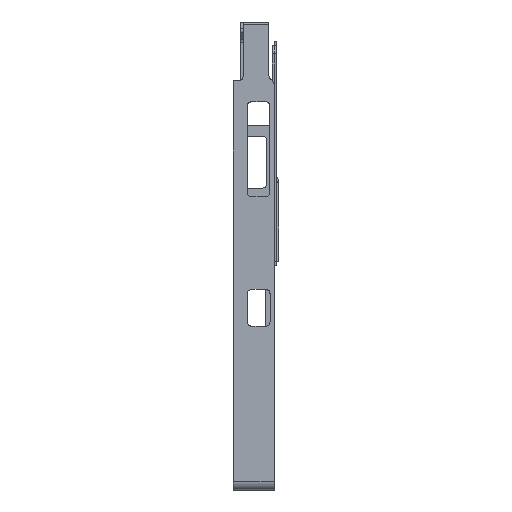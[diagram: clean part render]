
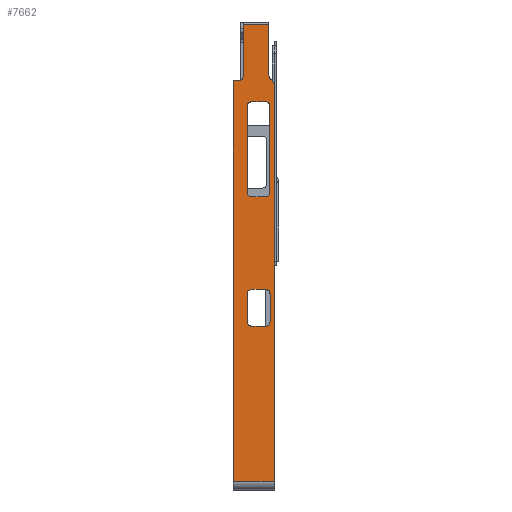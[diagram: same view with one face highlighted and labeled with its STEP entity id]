
A CAD part, left-side view. The second image highlights one B-rep face of the part: STEP entity #7662.
In plain terms, the highlighted planar face has unit normal (-1, 0, 0).
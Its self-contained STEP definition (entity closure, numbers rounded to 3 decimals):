
#151=FACE_BOUND('',#712,.T.);
#152=FACE_BOUND('',#713,.T.);
#292=FACE_OUTER_BOUND('',#711,.T.);
#711=EDGE_LOOP('',(#6127,#6128,#6129,#6130,#6131,#6132,#6133,#6134,#6135,
#6136));
#712=EDGE_LOOP('',(#6137,#6138,#6139,#6140,#6141,#6142,#6143,#6144));
#713=EDGE_LOOP('',(#6145,#6146,#6147,#6148,#6149,#6150,#6151,#6152));
#1035=CIRCLE('',#8131,2.);
#1036=CIRCLE('',#8134,2.);
#1037=CIRCLE('',#8137,2.);
#1038=CIRCLE('',#8140,2.);
#1039=CIRCLE('',#8142,2.);
#1040=CIRCLE('',#8145,2.);
#1047=CIRCLE('',#8156,4.);
#1048=CIRCLE('',#8157,2.);
#1049=CIRCLE('',#8158,2.);
#1050=CIRCLE('',#8159,2.);
#1051=CIRCLE('',#8160,2.);
#1313=LINE('',#10970,#2305);
#1332=LINE('',#11037,#2324);
#1398=LINE('',#11196,#2390);
#1518=LINE('',#11451,#2510);
#1716=LINE('',#11903,#2708);
#1717=LINE('',#11908,#2709);
#1720=LINE('',#11916,#2712);
#1725=LINE('',#11929,#2717);
#1728=LINE('',#11937,#2720);
#1729=LINE('',#11940,#2721);
#1735=LINE('',#11967,#2727);
#1736=LINE('',#11969,#2728);
#1737=LINE('',#11971,#2729);
#1738=LINE('',#11974,#2730);
#1739=LINE('',#11978,#2731);
#2305=VECTOR('',#8898,10.);
#2324=VECTOR('',#8951,10.);
#2390=VECTOR('',#9079,10.);
#2510=VECTOR('',#9221,10.);
#2708=VECTOR('',#9517,10.);
#2709=VECTOR('',#9524,10.);
#2712=VECTOR('',#9533,10.);
#2717=VECTOR('',#9548,10.);
#2720=VECTOR('',#9557,10.);
#2721=VECTOR('',#9560,10.);
#2727=VECTOR('',#9586,10.);
#2728=VECTOR('',#9587,10.);
#2729=VECTOR('',#9588,10.);
#2730=VECTOR('',#9591,10.);
#2731=VECTOR('',#9594,10.);
#3246=VERTEX_POINT('',#10967);
#3247=VERTEX_POINT('',#10969);
#3278=VERTEX_POINT('',#11035);
#3340=VERTEX_POINT('',#11194);
#3463=VERTEX_POINT('',#11448);
#3464=VERTEX_POINT('',#11450);
#3667=VERTEX_POINT('',#11895);
#3668=VERTEX_POINT('',#11897);
#3669=VERTEX_POINT('',#11901);
#3670=VERTEX_POINT('',#11907);
#3671=VERTEX_POINT('',#11911);
#3672=VERTEX_POINT('',#11915);
#3673=VERTEX_POINT('',#11921);
#3674=VERTEX_POINT('',#11923);
#3675=VERTEX_POINT('',#11927);
#3676=VERTEX_POINT('',#11931);
#3677=VERTEX_POINT('',#11935);
#3678=VERTEX_POINT('',#11939);
#3687=VERTEX_POINT('',#11962);
#3688=VERTEX_POINT('',#11964);
#3689=VERTEX_POINT('',#11966);
#3690=VERTEX_POINT('',#11968);
#3691=VERTEX_POINT('',#11970);
#3692=VERTEX_POINT('',#11972);
#3693=VERTEX_POINT('',#11975);
#3694=VERTEX_POINT('',#11977);
#4091=EDGE_CURVE('',#3247,#3246,#1313,.F.);
#4125=EDGE_CURVE('',#3278,#3246,#1332,.T.);
#4204=EDGE_CURVE('',#3340,#3278,#1398,.T.);
#4333=EDGE_CURVE('',#3464,#3463,#1518,.F.);
#4559=EDGE_CURVE('',#3667,#3668,#1035,.T.);
#4562=EDGE_CURVE('',#3667,#3669,#1716,.F.);
#4563=EDGE_CURVE('',#3464,#3669,#1036,.T.);
#4564=EDGE_CURVE('',#3670,#3668,#1717,.T.);
#4566=EDGE_CURVE('',#3670,#3671,#1037,.T.);
#4568=EDGE_CURVE('',#3672,#3671,#1720,.F.);
#4570=EDGE_CURVE('',#3672,#3463,#1038,.T.);
#4572=EDGE_CURVE('',#3673,#3674,#1039,.T.);
#4575=EDGE_CURVE('',#3673,#3675,#1725,.F.);
#4577=EDGE_CURVE('',#3676,#3675,#1040,.T.);
#4579=EDGE_CURVE('',#3676,#3677,#1728,.T.);
#4580=EDGE_CURVE('',#3678,#3674,#1729,.T.);
#4592=EDGE_CURVE('',#3687,#3340,#1047,.F.);
#4593=EDGE_CURVE('',#3688,#3687,#1048,.T.);
#4594=EDGE_CURVE('',#3688,#3689,#1735,.F.);
#4595=EDGE_CURVE('',#3690,#3689,#1736,.T.);
#4596=EDGE_CURVE('',#3690,#3691,#1737,.T.);
#4597=EDGE_CURVE('',#3692,#3691,#1049,.T.);
#4598=EDGE_CURVE('',#3692,#3247,#1738,.T.);
#4599=EDGE_CURVE('',#3693,#3677,#1050,.T.);
#4600=EDGE_CURVE('',#3693,#3694,#1739,.F.);
#4601=EDGE_CURVE('',#3678,#3694,#1051,.T.);
#6127=ORIENTED_EDGE('',*,*,#4125,.F.);
#6128=ORIENTED_EDGE('',*,*,#4204,.F.);
#6129=ORIENTED_EDGE('',*,*,#4592,.F.);
#6130=ORIENTED_EDGE('',*,*,#4593,.F.);
#6131=ORIENTED_EDGE('',*,*,#4594,.T.);
#6132=ORIENTED_EDGE('',*,*,#4595,.F.);
#6133=ORIENTED_EDGE('',*,*,#4596,.T.);
#6134=ORIENTED_EDGE('',*,*,#4597,.F.);
#6135=ORIENTED_EDGE('',*,*,#4598,.T.);
#6136=ORIENTED_EDGE('',*,*,#4091,.T.);
#6137=ORIENTED_EDGE('',*,*,#4333,.T.);
#6138=ORIENTED_EDGE('',*,*,#4570,.F.);
#6139=ORIENTED_EDGE('',*,*,#4568,.T.);
#6140=ORIENTED_EDGE('',*,*,#4566,.F.);
#6141=ORIENTED_EDGE('',*,*,#4564,.T.);
#6142=ORIENTED_EDGE('',*,*,#4559,.F.);
#6143=ORIENTED_EDGE('',*,*,#4562,.T.);
#6144=ORIENTED_EDGE('',*,*,#4563,.F.);
#6145=ORIENTED_EDGE('',*,*,#4580,.T.);
#6146=ORIENTED_EDGE('',*,*,#4572,.F.);
#6147=ORIENTED_EDGE('',*,*,#4575,.T.);
#6148=ORIENTED_EDGE('',*,*,#4577,.F.);
#6149=ORIENTED_EDGE('',*,*,#4579,.T.);
#6150=ORIENTED_EDGE('',*,*,#4599,.F.);
#6151=ORIENTED_EDGE('',*,*,#4600,.T.);
#6152=ORIENTED_EDGE('',*,*,#4601,.F.);
#7341=PLANE('',#8155);
#7662=ADVANCED_FACE('',(#292,#151,#152),#7341,.T.);
#8131=AXIS2_PLACEMENT_3D('',#11898,#9511,#9512);
#8134=AXIS2_PLACEMENT_3D('',#11905,#9520,#9521);
#8137=AXIS2_PLACEMENT_3D('',#11912,#9528,#9529);
#8140=AXIS2_PLACEMENT_3D('',#11919,#9537,#9538);
#8142=AXIS2_PLACEMENT_3D('',#11924,#9542,#9543);
#8145=AXIS2_PLACEMENT_3D('',#11933,#9552,#9553);
#8155=AXIS2_PLACEMENT_3D('',#11961,#9580,#9581);
#8156=AXIS2_PLACEMENT_3D('',#11963,#9582,#9583);
#8157=AXIS2_PLACEMENT_3D('',#11965,#9584,#9585);
#8158=AXIS2_PLACEMENT_3D('',#11973,#9589,#9590);
#8159=AXIS2_PLACEMENT_3D('',#11976,#9592,#9593);
#8160=AXIS2_PLACEMENT_3D('',#11979,#9595,#9596);
#8898=DIRECTION('',(0.,0.,1.));
#8951=DIRECTION('',(0.,1.,0.));
#9079=DIRECTION('',(0.,0.,-1.));
#9221=DIRECTION('',(0.,0.,1.));
#9511=DIRECTION('center_axis',(-1.,0.,0.));
#9512=DIRECTION('ref_axis',(0.,0.707,0.707));
#9517=DIRECTION('',(0.,1.,0.));
#9520=DIRECTION('center_axis',(-1.,0.,0.));
#9521=DIRECTION('ref_axis',(0.,-0.707,0.707));
#9524=DIRECTION('',(0.,0.,1.));
#9528=DIRECTION('center_axis',(-1.,0.,0.));
#9529=DIRECTION('ref_axis',(0.,0.707,-0.707));
#9533=DIRECTION('',(0.,-1.,0.));
#9537=DIRECTION('center_axis',(-1.,0.,0.));
#9538=DIRECTION('ref_axis',(0.,-0.707,-0.707));
#9542=DIRECTION('center_axis',(-1.,0.,0.));
#9543=DIRECTION('ref_axis',(0.,-0.707,0.707));
#9548=DIRECTION('',(0.,0.,1.));
#9552=DIRECTION('center_axis',(-1.,0.,0.));
#9553=DIRECTION('ref_axis',(0.,-0.707,-0.707));
#9557=DIRECTION('',(0.,1.,0.));
#9560=DIRECTION('',(0.,-1.,0.));
#9580=DIRECTION('center_axis',(-1.,0.,0.));
#9581=DIRECTION('ref_axis',(0.,0.,1.));
#9582=DIRECTION('center_axis',(-1.,0.,0.));
#9583=DIRECTION('ref_axis',(0.,1.,0.));
#9584=DIRECTION('center_axis',(-1.,0.,0.));
#9585=DIRECTION('ref_axis',(0.,0.89,-0.455));
#9586=DIRECTION('',(0.,0.,-1.));
#9587=DIRECTION('',(0.,-1.,0.));
#9588=DIRECTION('',(0.,0.,-1.));
#9589=DIRECTION('center_axis',(-1.,0.,0.));
#9590=DIRECTION('ref_axis',(0.,-0.707,-0.707));
#9591=DIRECTION('',(0.,1.,0.));
#9592=DIRECTION('center_axis',(-1.,0.,0.));
#9593=DIRECTION('ref_axis',(0.,0.707,-0.707));
#9594=DIRECTION('',(0.,0.,-1.));
#9595=DIRECTION('center_axis',(-1.,0.,0.));
#9596=DIRECTION('ref_axis',(0.,0.707,0.707));
#10967=CARTESIAN_POINT('',(36.168,16.5,43.409));
#10969=CARTESIAN_POINT('',(36.168,16.5,229.108));
#10970=CARTESIAN_POINT('',(36.168,16.5,42.409));
#11035=CARTESIAN_POINT('',(36.168,-2.5,43.409));
#11037=CARTESIAN_POINT('',(36.168,0.,43.409));
#11194=CARTESIAN_POINT('',(36.168,-2.5,226.706));
#11196=CARTESIAN_POINT('',(36.168,-2.5,144.909));
#11448=CARTESIAN_POINT('',(36.168,-0.5,117.409));
#11450=CARTESIAN_POINT('',(36.168,-0.5,130.409));
#11451=CARTESIAN_POINT('',(36.168,-0.5,88.409));
#11895=CARTESIAN_POINT('',(36.168,7.98,132.409));
#11897=CARTESIAN_POINT('',(36.168,9.98,130.409));
#11898=CARTESIAN_POINT('Origin',(36.168,7.98,130.409));
#11901=CARTESIAN_POINT('',(36.168,1.5,132.409));
#11903=CARTESIAN_POINT('',(36.168,3.49,132.409));
#11905=CARTESIAN_POINT('Origin',(36.168,1.5,130.409));
#11907=CARTESIAN_POINT('',(36.168,9.98,117.409));
#11908=CARTESIAN_POINT('',(36.168,9.98,80.909));
#11911=CARTESIAN_POINT('',(36.168,7.98,115.409));
#11912=CARTESIAN_POINT('Origin',(36.168,7.98,117.409));
#11915=CARTESIAN_POINT('',(36.168,1.5,115.409));
#11916=CARTESIAN_POINT('',(36.168,1.5,115.409));
#11919=CARTESIAN_POINT('Origin',(36.168,1.5,117.409));
#11921=CARTESIAN_POINT('',(36.168,-0.465,217.409));
#11923=CARTESIAN_POINT('',(36.168,1.535,219.409));
#11924=CARTESIAN_POINT('Origin',(36.168,1.535,217.409));
#11927=CARTESIAN_POINT('',(36.168,-0.465,177.409));
#11929=CARTESIAN_POINT('',(36.168,-0.465,108.909));
#11931=CARTESIAN_POINT('',(36.168,1.535,175.409));
#11933=CARTESIAN_POINT('Origin',(36.168,1.535,177.409));
#11935=CARTESIAN_POINT('',(36.168,8.,175.409));
#11937=CARTESIAN_POINT('',(36.168,0.5,175.409));
#11939=CARTESIAN_POINT('',(36.168,8.,219.409));
#11940=CARTESIAN_POINT('',(36.168,3.,219.409));
#11961=CARTESIAN_POINT('Origin',(36.168,0.,42.409));
#11962=CARTESIAN_POINT('',(36.168,-0.843,229.948));
#11963=CARTESIAN_POINT('Origin',(36.168,1.5,226.706));
#11964=CARTESIAN_POINT('',(36.168,-0.014,231.569));
#11965=CARTESIAN_POINT('Origin',(36.168,-2.014,231.569));
#11966=CARTESIAN_POINT('',(36.168,-0.014,255.431));
#11967=CARTESIAN_POINT('',(36.168,-0.014,138.909));
#11968=CARTESIAN_POINT('',(36.168,12.,255.431));
#11969=CARTESIAN_POINT('',(36.168,3.498,255.431));
#11970=CARTESIAN_POINT('',(36.168,12.,231.108));
#11971=CARTESIAN_POINT('',(36.168,12.,137.275));
#11972=CARTESIAN_POINT('',(36.168,14.,229.108));
#11973=CARTESIAN_POINT('Origin',(36.168,14.,231.108));
#11974=CARTESIAN_POINT('',(36.168,6.,229.108));
#11975=CARTESIAN_POINT('',(36.168,10.,177.409));
#11976=CARTESIAN_POINT('Origin',(36.168,8.,177.409));
#11977=CARTESIAN_POINT('',(36.168,10.,217.409));
#11978=CARTESIAN_POINT('',(36.168,10.,110.409));
#11979=CARTESIAN_POINT('Origin',(36.168,8.,217.409));
